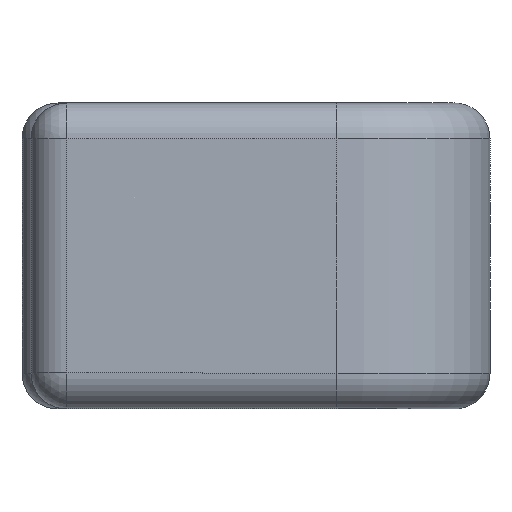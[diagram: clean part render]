
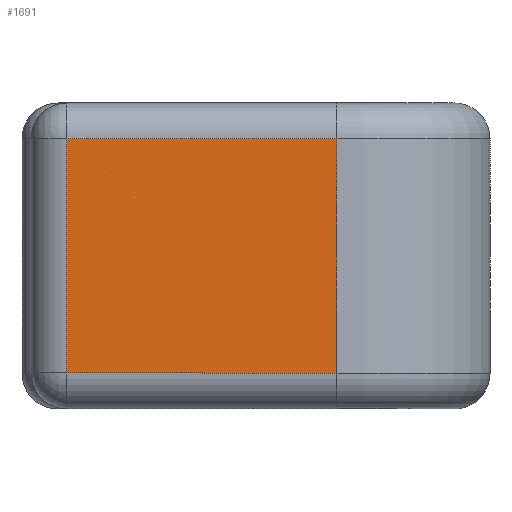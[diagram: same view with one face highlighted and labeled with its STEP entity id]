
A CAD part, left-side view. The second image highlights one B-rep face of the part: STEP entity #1691.
In plain terms, the highlighted planar face has unit normal (-1, 0, 0).
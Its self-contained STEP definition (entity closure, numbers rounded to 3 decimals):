
#8 = EDGE_CURVE ( 'NONE', #2172, #1369, #1778, .T. ) ;
#161 = LINE ( 'NONE', #1236, #191 ) ;
#191 = VECTOR ( 'NONE', #1212, 1000. ) ;
#210 = EDGE_CURVE ( 'NONE', #1369, #430, #954, .T. ) ;
#281 = LINE ( 'NONE', #2178, #2584 ) ;
#355 = EDGE_CURVE ( 'NONE', #2172, #2438, #161, .T. ) ;
#390 = VECTOR ( 'NONE', #2424, 1000. ) ;
#416 = CARTESIAN_POINT ( 'NONE',  ( -42.5, 0., 42.5 ) ) ;
#430 = VERTEX_POINT ( 'NONE', #1224 ) ;
#555 = CARTESIAN_POINT ( 'NONE',  ( -42.5, 75., 42.5 ) ) ;
#605 = PLANE ( 'NONE',  #1410 ) ;
#640 = ORIENTED_EDGE ( 'NONE', *, *, #210, .T. ) ;
#786 = CARTESIAN_POINT ( 'NONE',  ( -42.5, 0., 32.5 ) ) ;
#814 = DIRECTION ( 'NONE',  ( 0., 0., 1. ) ) ;
#843 = CARTESIAN_POINT ( 'NONE',  ( -42.5, 75., 32.5 ) ) ;
#954 = LINE ( 'NONE', #555, #390 ) ;
#1149 = ORIENTED_EDGE ( 'NONE', *, *, #8, .T. ) ;
#1153 = CARTESIAN_POINT ( 'NONE',  ( -42.5, 0., -32.5 ) ) ;
#1200 = DIRECTION ( 'NONE',  ( 0., -1., 0. ) ) ;
#1211 = ORIENTED_EDGE ( 'NONE', *, *, #1329, .T. ) ;
#1212 = DIRECTION ( 'NONE',  ( 0., 0., -1. ) ) ;
#1224 = CARTESIAN_POINT ( 'NONE',  ( -42.5, 75., -32.5 ) ) ;
#1236 = CARTESIAN_POINT ( 'NONE',  ( -42.5, 0., 42.5 ) ) ;
#1329 = EDGE_CURVE ( 'NONE', #430, #2438, #281, .T. ) ;
#1369 = VERTEX_POINT ( 'NONE', #843 ) ;
#1378 = DIRECTION ( 'NONE',  ( 0., 1., 0. ) ) ;
#1410 = AXIS2_PLACEMENT_3D ( 'NONE', #416, #1633, #814 ) ;
#1583 = CARTESIAN_POINT ( 'NONE',  ( -42.5, 0., 32.5 ) ) ;
#1633 = DIRECTION ( 'NONE',  ( -1., 0., 0. ) ) ;
#1673 = FACE_OUTER_BOUND ( 'NONE', #2003, .T. ) ;
#1691 = ADVANCED_FACE ( 'NONE', ( #1673 ), #605, .T. ) ;
#1778 = LINE ( 'NONE', #1583, #2461 ) ;
#2003 = EDGE_LOOP ( 'NONE', ( #640, #1211, #2593, #1149 ) ) ;
#2172 = VERTEX_POINT ( 'NONE', #786 ) ;
#2178 = CARTESIAN_POINT ( 'NONE',  ( -42.5, 0., -32.5 ) ) ;
#2424 = DIRECTION ( 'NONE',  ( 0., 0., -1. ) ) ;
#2438 = VERTEX_POINT ( 'NONE', #1153 ) ;
#2461 = VECTOR ( 'NONE', #1378, 1000. ) ;
#2584 = VECTOR ( 'NONE', #1200, 1000. ) ;
#2593 = ORIENTED_EDGE ( 'NONE', *, *, #355, .F. ) ;
